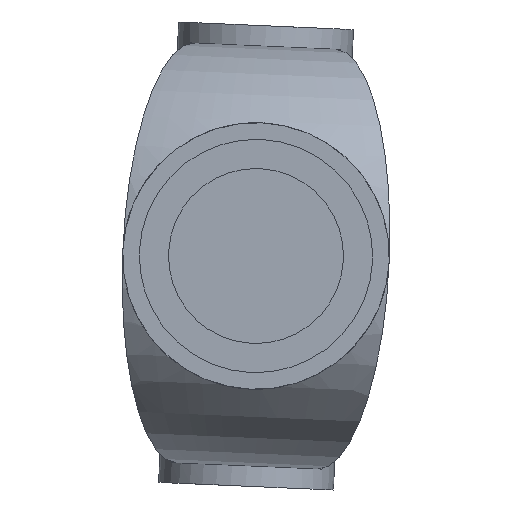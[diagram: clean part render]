
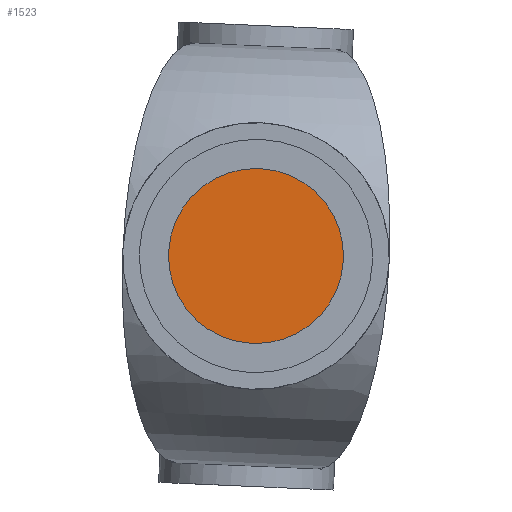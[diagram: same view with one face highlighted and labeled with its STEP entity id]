
A CAD part, front view. The second image highlights one B-rep face of the part: STEP entity #1523.
In plain terms, the highlighted face is planar.
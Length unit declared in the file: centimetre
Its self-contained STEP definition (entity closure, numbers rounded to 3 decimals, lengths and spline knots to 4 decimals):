
#36 = CARTESIAN_POINT ( 'NONE',  ( 0., 133.5733, 0. ) ) ;
#84 = DIRECTION ( 'NONE',  ( 0., -1., 0. ) ) ;
#123 = CARTESIAN_POINT ( 'NONE',  ( 0., 133.5733, 0. ) ) ;
#466 = CARTESIAN_POINT ( 'NONE',  ( 0., 133.5733, 0. ) ) ;
#564 = DIRECTION ( 'NONE',  ( 0., -1., 0. ) ) ;
#588 = VERTEX_POINT ( 'NONE', #970 ) ;
#767 = AXIS2_PLACEMENT_3D ( 'NONE', #123, #1412, #1533 ) ;
#777 = EDGE_LOOP ( 'NONE', ( #1154, #910 ) ) ;
#807 = EDGE_CURVE ( 'NONE', #588, #1171, #878, .T. ) ;
#878 = CIRCLE ( 'NONE', #1481, 1.905 ) ;
#910 = ORIENTED_EDGE ( 'NONE', *, *, #1188, .F. ) ;
#970 = CARTESIAN_POINT ( 'NONE',  ( -1.905, 133.5733, 0. ) ) ;
#1028 = DIRECTION ( 'NONE',  ( 0., 0., -1. ) ) ;
#1044 = AXIS2_PLACEMENT_3D ( 'NONE', #36, #564, #1597 ) ;
#1069 = CIRCLE ( 'NONE', #767, 1.905 ) ;
#1151 = CARTESIAN_POINT ( 'NONE',  ( 1.905, 133.5733, 0. ) ) ;
#1154 = ORIENTED_EDGE ( 'NONE', *, *, #807, .F. ) ;
#1171 = VERTEX_POINT ( 'NONE', #1151 ) ;
#1188 = EDGE_CURVE ( 'NONE', #1171, #588, #1069, .T. ) ;
#1202 = PLANE ( 'NONE',  #1044 ) ;
#1412 = DIRECTION ( 'NONE',  ( 0., -1., 0. ) ) ;
#1481 = AXIS2_PLACEMENT_3D ( 'NONE', #466, #84, #1028 ) ;
#1523 = ADVANCED_FACE ( 'NONE', ( #1630 ), #1202, .F. ) ;
#1533 = DIRECTION ( 'NONE',  ( 0., 0., -1. ) ) ;
#1597 = DIRECTION ( 'NONE',  ( 0., 0., -1. ) ) ;
#1630 = FACE_OUTER_BOUND ( 'NONE', #777, .T. ) ;
